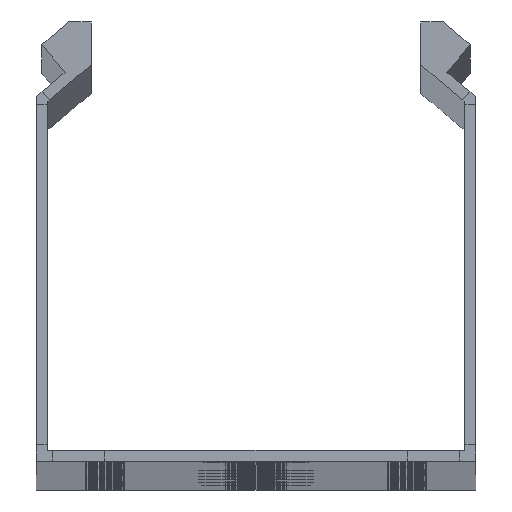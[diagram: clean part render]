
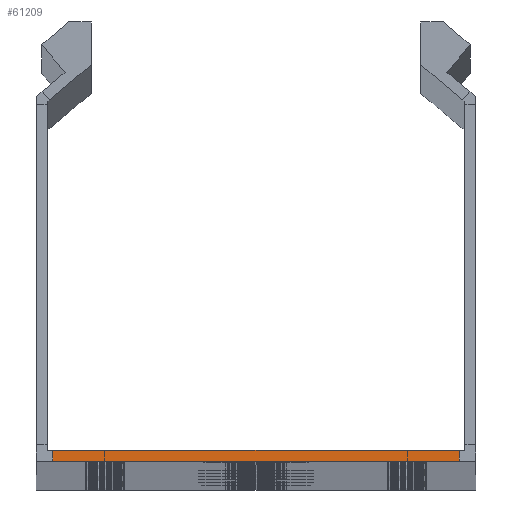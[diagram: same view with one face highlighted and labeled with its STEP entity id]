
A CAD part, top view. The second image highlights one B-rep face of the part: STEP entity #61209.
In plain terms, the highlighted planar face has unit normal (0, 0, 1).
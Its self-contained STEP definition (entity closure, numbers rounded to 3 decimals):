
#6449 = VECTOR ( 'NONE', #27042, 1000. ) ;
#6631 = DIRECTION ( 'NONE',  ( 1., 0., 0. ) ) ;
#8512 = CARTESIAN_POINT ( 'NONE',  ( 37., 0., 1500. ) ) ;
#9742 = VERTEX_POINT ( 'NONE', #18892 ) ;
#12981 = EDGE_CURVE ( 'NONE', #47496, #29334, #52723, .T. ) ;
#16440 = PLANE ( 'NONE',  #27992 ) ;
#17783 = VECTOR ( 'NONE', #44360, 1000. ) ;
#18892 = CARTESIAN_POINT ( 'NONE',  ( -37., 0., 1500. ) ) ;
#19129 = LINE ( 'NONE', #60044, #23165 ) ;
#21917 = EDGE_CURVE ( 'NONE', #64056, #9742, #65116, .T. ) ;
#23165 = VECTOR ( 'NONE', #23336, 1000. ) ;
#23336 = DIRECTION ( 'NONE',  ( 0., 1., 0. ) ) ;
#25647 = EDGE_CURVE ( 'NONE', #29334, #9742, #26735, .T. ) ;
#26735 = LINE ( 'NONE', #43243, #17783 ) ;
#27042 = DIRECTION ( 'NONE',  ( -1., 0., 0. ) ) ;
#27486 = CARTESIAN_POINT ( 'NONE',  ( -40., 0., 1500. ) ) ;
#27992 = AXIS2_PLACEMENT_3D ( 'NONE', #38093, #63127, #6631 ) ;
#29334 = VERTEX_POINT ( 'NONE', #29462 ) ;
#29462 = CARTESIAN_POINT ( 'NONE',  ( -37., 2., 1500. ) ) ;
#30498 = FACE_OUTER_BOUND ( 'NONE', #62569, .T. ) ;
#35222 = ORIENTED_EDGE ( 'NONE', *, *, #25647, .T. ) ;
#38093 = CARTESIAN_POINT ( 'NONE',  ( 38., 3., 1500. ) ) ;
#38342 = CARTESIAN_POINT ( 'NONE',  ( 37., 2., 1500. ) ) ;
#38865 = VECTOR ( 'NONE', #52827, 1000. ) ;
#39781 = ORIENTED_EDGE ( 'NONE', *, *, #12981, .T. ) ;
#42338 = CARTESIAN_POINT ( 'NONE',  ( -40., 2., 1500. ) ) ;
#43243 = CARTESIAN_POINT ( 'NONE',  ( -37., 2., 1500. ) ) ;
#44360 = DIRECTION ( 'NONE',  ( 0., -1., 0. ) ) ;
#47496 = VERTEX_POINT ( 'NONE', #38342 ) ;
#50777 = ORIENTED_EDGE ( 'NONE', *, *, #21917, .F. ) ;
#51502 = ORIENTED_EDGE ( 'NONE', *, *, #56381, .T. ) ;
#52723 = LINE ( 'NONE', #42338, #38865 ) ;
#52827 = DIRECTION ( 'NONE',  ( -1., 0., 0. ) ) ;
#56381 = EDGE_CURVE ( 'NONE', #64056, #47496, #19129, .T. ) ;
#60044 = CARTESIAN_POINT ( 'NONE',  ( 37., 0., 1500. ) ) ;
#61209 = ADVANCED_FACE ( 'NONE', ( #30498 ), #16440, .T. ) ;
#62569 = EDGE_LOOP ( 'NONE', ( #50777, #51502, #39781, #35222 ) ) ;
#63127 = DIRECTION ( 'NONE',  ( 0., 0., 1. ) ) ;
#64056 = VERTEX_POINT ( 'NONE', #8512 ) ;
#65116 = LINE ( 'NONE', #27486, #6449 ) ;
